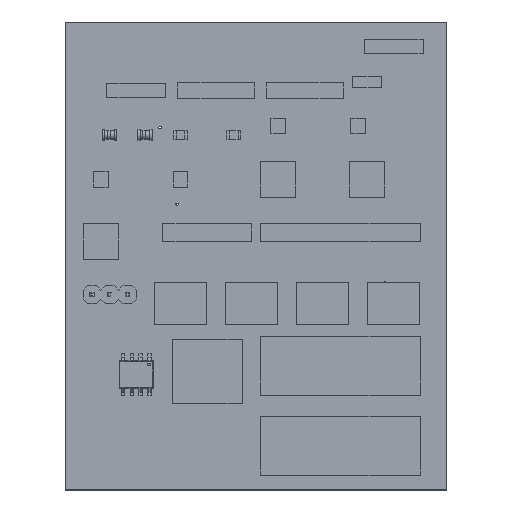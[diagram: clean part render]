
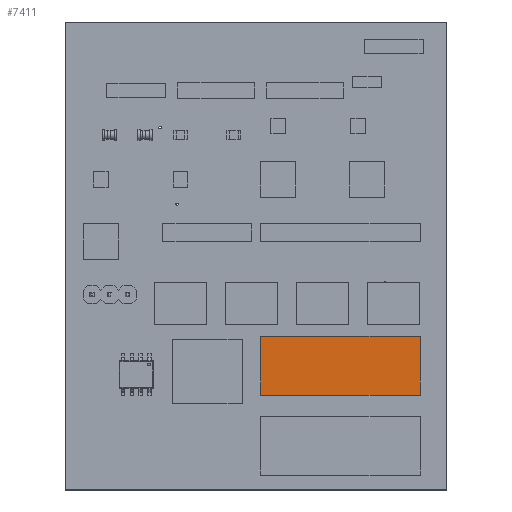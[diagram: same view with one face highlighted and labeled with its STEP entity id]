
A CAD part, top view. The second image highlights one B-rep face of the part: STEP entity #7411.
In plain terms, the highlighted planar face has unit normal (0, 0, 1).
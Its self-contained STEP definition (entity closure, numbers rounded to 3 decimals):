
#403=PLANE('',#8169);
#752=FACE_OUTER_BOUND('',#1322,.T.);
#1322=EDGE_LOOP('',(#5587,#5588,#5589,#5590));
#1757=LINE('',#11354,#2470);
#1760=LINE('',#11360,#2473);
#1763=LINE('',#11366,#2476);
#1766=LINE('',#11370,#2479);
#2470=VECTOR('',#9339,10.);
#2473=VECTOR('',#9344,10.);
#2476=VECTOR('',#9349,10.);
#2479=VECTOR('',#9354,10.);
#3510=VERTEX_POINT('',#11351);
#3511=VERTEX_POINT('',#11353);
#3513=VERTEX_POINT('',#11359);
#3515=VERTEX_POINT('',#11365);
#4253=EDGE_CURVE('',#3511,#3510,#1757,.T.);
#4256=EDGE_CURVE('',#3513,#3511,#1760,.T.);
#4259=EDGE_CURVE('',#3515,#3513,#1763,.T.);
#4262=EDGE_CURVE('',#3510,#3515,#1766,.T.);
#5587=ORIENTED_EDGE('',*,*,#4262,.T.);
#5588=ORIENTED_EDGE('',*,*,#4259,.T.);
#5589=ORIENTED_EDGE('',*,*,#4256,.T.);
#5590=ORIENTED_EDGE('',*,*,#4253,.T.);
#7411=ADVANCED_FACE('',(#752),#403,.T.);
#8169=AXIS2_PLACEMENT_3D('',#11371,#9355,#9356);
#9339=DIRECTION('',(-1.,0.,0.));
#9344=DIRECTION('',(0.,1.,0.));
#9349=DIRECTION('',(1.,0.,0.));
#9354=DIRECTION('',(0.,-1.,0.));
#9355=DIRECTION('center_axis',(0.,0.,1.));
#9356=DIRECTION('ref_axis',(1.,0.,0.));
#11351=CARTESIAN_POINT('',(-11.43,4.217,0.1));
#11353=CARTESIAN_POINT('',(11.43,4.217,0.1));
#11354=CARTESIAN_POINT('',(11.43,4.217,0.1));
#11359=CARTESIAN_POINT('',(11.43,-4.217,0.1));
#11360=CARTESIAN_POINT('',(11.43,-4.217,0.1));
#11365=CARTESIAN_POINT('',(-11.43,-4.217,0.1));
#11366=CARTESIAN_POINT('',(-11.43,-4.217,0.1));
#11370=CARTESIAN_POINT('',(-11.43,4.217,0.1));
#11371=CARTESIAN_POINT('Origin',(0.,0.,0.1));
